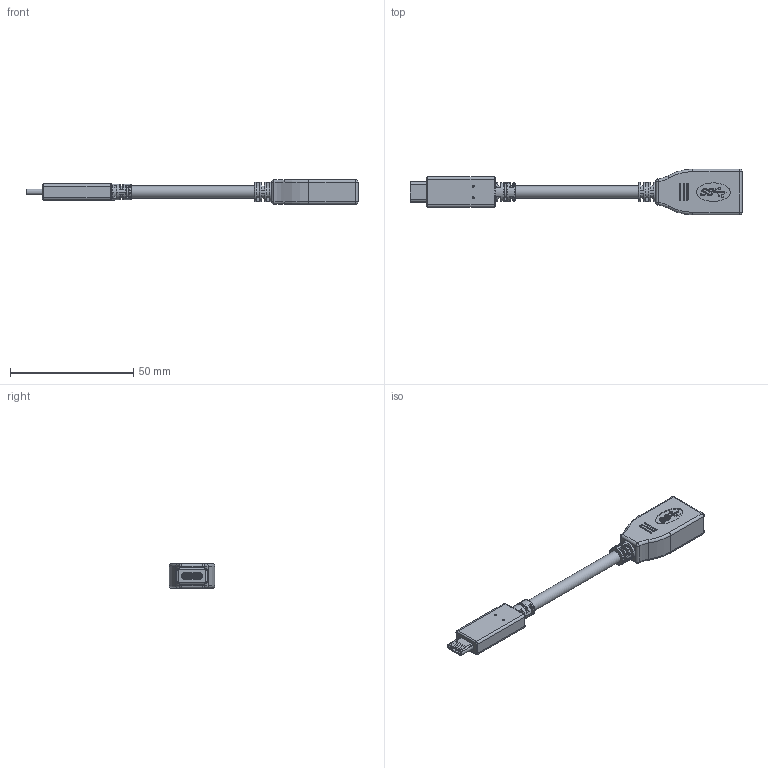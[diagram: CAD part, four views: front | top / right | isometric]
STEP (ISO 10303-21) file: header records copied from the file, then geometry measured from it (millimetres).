
FILE_DESCRIPTION(/* description */ ('Unknown'),/* implementation_level */ '2;1');
FILE_NAME(/* name */ '632905731122',/* time_stamp */ '2023-03-06T14:32:37+01:00',/* author */ ('Unknown'),/* organization */ ('Unknown'),/* preprocessor_version */ 'ST-DEVELOPER v16.7',/* originating_system */ 'Solid Edge',/* authorisation */ 'Unknown');
FILE_SCHEMA (('AUTOMOTIVE_DESIGN {1 0 10303 214 3 1 1}'));
Products named in the file (1): 632905731122
Bounding box: 134.65 x 18.5 x 10.2 mm (x, y, z)
Volume: 7614.9 mm3; surface area: 8323.5 mm2
Topology: 1 solids, 1 shells, 3139 faces, 9122 edges, 5910 vertices
Faces by surface type: plane 2152, cylinder 878, torus 67, bspline 27, sphere 8, cone 7
Full cylindrical faces by diameter (mm): 0.85 x4, 5 x1, 7.75 x1
Entity records: 125983 total; most frequent: CARTESIAN_POINT 19620, ORIENTED_EDGE 18180, DIRECTION 17159, EDGE_CURVE 9090, LINE 6811, VECTOR 6811, VERTEX_POINT 5901, AXIS2_PLACEMENT_3D 5174
